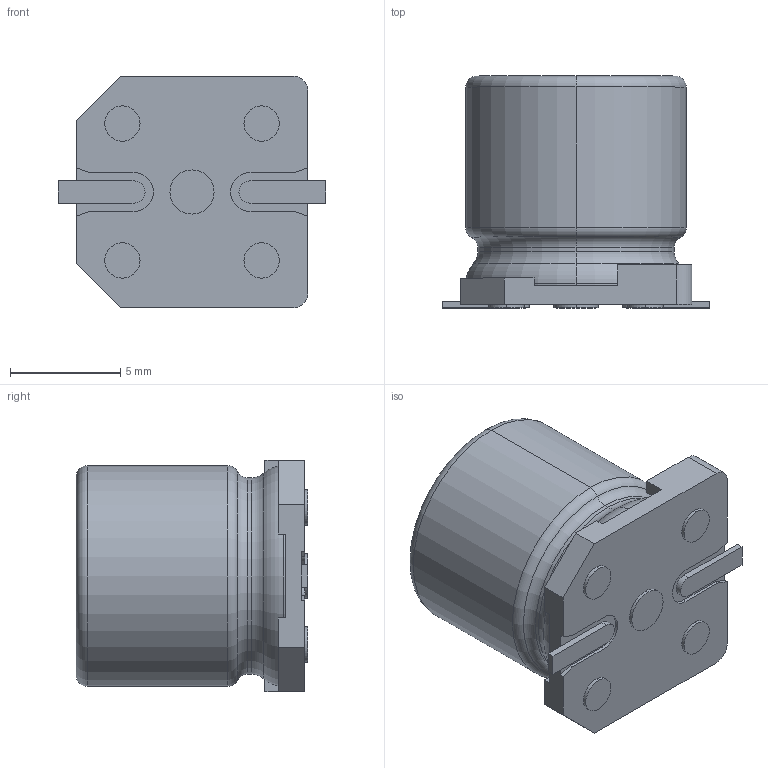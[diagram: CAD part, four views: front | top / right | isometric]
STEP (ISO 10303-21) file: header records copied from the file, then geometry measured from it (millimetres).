
FILE_DESCRIPTION (( 'STEP AP214' ), '1' );
FILE_NAME ('MAL214699103E3.STEP', '2023-02-21T00:05:55', ( '' ), ( '' ), 'SwSTEP 2.0', 'SolidWorks 2021', '' );
FILE_SCHEMA (( 'AUTOMOTIVE_DESIGN' ));
Length unit declared in the file: millimetre
Products named in the file (1): MAL214699103E3
Bounding box: 12.1 x 10.5 x 10.5 mm (x, y, z)
Volume: 830.5 mm3; surface area: 768.4 mm2
Topology: 5 solids, 5 shells, 94 faces, 220 edges, 142 vertices
Faces by surface type: plane 58, cylinder 26, torus 10
Entity records: 2750 total; most frequent: DIRECTION 478, CARTESIAN_POINT 457, ORIENTED_EDGE 440, EDGE_CURVE 220, AXIS2_PLACEMENT_3D 163, VECTOR 152, LINE 152, VERTEX_POINT 142
